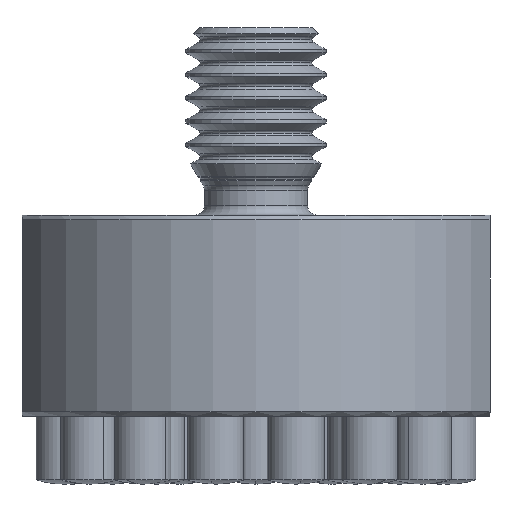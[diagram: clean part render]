
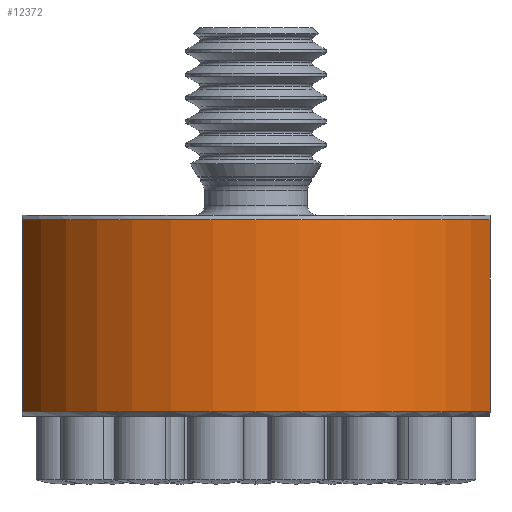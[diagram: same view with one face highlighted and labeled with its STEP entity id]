
A CAD part, front view. The second image highlights one B-rep face of the part: STEP entity #12372.
In plain terms, the highlighted cylindrical face has radius 5.35 mm (diameter 10.7 mm), a partial arc.
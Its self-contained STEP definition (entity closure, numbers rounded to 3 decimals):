
#1748 = CARTESIAN_POINT ( 'NONE',  ( -5., -1.903, 0.1 ) ) ;
#1773 = CARTESIAN_POINT ( 'NONE',  ( -5., -1.903, 4.2 ) ) ;
#1775 = CARTESIAN_POINT ( 'NONE',  ( 5., -1.903, 4.2 ) ) ;
#1776 = CARTESIAN_POINT ( 'NONE',  ( 5., -1.903, 0.1 ) ) ;
#5074 = DIRECTION ( 'NONE',  ( 0., 0., -1. ) ) ;
#5078 = DIRECTION ( 'NONE',  ( 0., 0., -1. ) ) ;
#5082 = CARTESIAN_POINT ( 'NONE',  ( -5., -1.903, 4.301 ) ) ;
#5086 = CARTESIAN_POINT ( 'NONE',  ( 5., -1.903, 4.301 ) ) ;
#5089 = CARTESIAN_POINT ( 'NONE',  ( 0., 0., 0.1 ) ) ;
#5090 = DIRECTION ( 'NONE',  ( 0., 0., 1. ) ) ;
#5091 = DIRECTION ( 'NONE',  ( 1., 0., 0. ) ) ;
#5093 = CARTESIAN_POINT ( 'NONE',  ( 0., 0., 4.2 ) ) ;
#5094 = DIRECTION ( 'NONE',  ( 0., 0., -1. ) ) ;
#5095 = DIRECTION ( 'NONE',  ( 1., 0., 0. ) ) ;
#6946 = DIRECTION ( 'NONE',  ( -1., 0., 0. ) ) ;
#6952 = DIRECTION ( 'NONE',  ( 0., 0., -1. ) ) ;
#6953 = CARTESIAN_POINT ( 'NONE',  ( 0., 0., 4.3 ) ) ;
#12006 = ORIENTED_EDGE ( 'NONE', *, *, #31846, .T. ) ;
#12007 = ORIENTED_EDGE ( 'NONE', *, *, #31847, .T. ) ;
#12008 = ORIENTED_EDGE ( 'NONE', *, *, #31848, .F. ) ;
#12009 = ORIENTED_EDGE ( 'NONE', *, *, #31849, .T. ) ;
#12372 = ADVANCED_FACE ( 'NONE', ( #23328 ), #23342, .T. ) ;
#16039 = LINE ( 'NONE', #5082, #16043 ) ;
#16041 = CIRCLE ( 'NONE', #30743, 5.35 ) ;
#16043 = VECTOR ( 'NONE', #5078, 1000. ) ;
#16044 = LINE ( 'NONE', #5086, #16046 ) ;
#16045 = CIRCLE ( 'NONE', #30744, 5.35 ) ;
#16046 = VECTOR ( 'NONE', #5074, 1000. ) ;
#23328 = FACE_OUTER_BOUND ( 'NONE', #37249, .T. ) ;
#23342 = CYLINDRICAL_SURFACE ( 'NONE', #29021, 5.35 ) ;
#29021 = AXIS2_PLACEMENT_3D ( 'NONE', #6953, #6952, #6946 ) ;
#30743 = AXIS2_PLACEMENT_3D ( 'NONE', #5089, #5090, #5091 ) ;
#30744 = AXIS2_PLACEMENT_3D ( 'NONE', #5093, #5094, #5095 ) ;
#31846 = EDGE_CURVE ( 'NONE', #34251, #34220, #16039, .T. ) ;
#31847 = EDGE_CURVE ( 'NONE', #34220, #34255, #16041, .T. ) ;
#31848 = EDGE_CURVE ( 'NONE', #34254, #34255, #16044, .T. ) ;
#31849 = EDGE_CURVE ( 'NONE', #34254, #34251, #16045, .T. ) ;
#34220 = VERTEX_POINT ( 'NONE', #1748 ) ;
#34251 = VERTEX_POINT ( 'NONE', #1773 ) ;
#34254 = VERTEX_POINT ( 'NONE', #1775 ) ;
#34255 = VERTEX_POINT ( 'NONE', #1776 ) ;
#37249 = EDGE_LOOP ( 'NONE', ( #12006, #12007, #12008, #12009 ) ) ;
